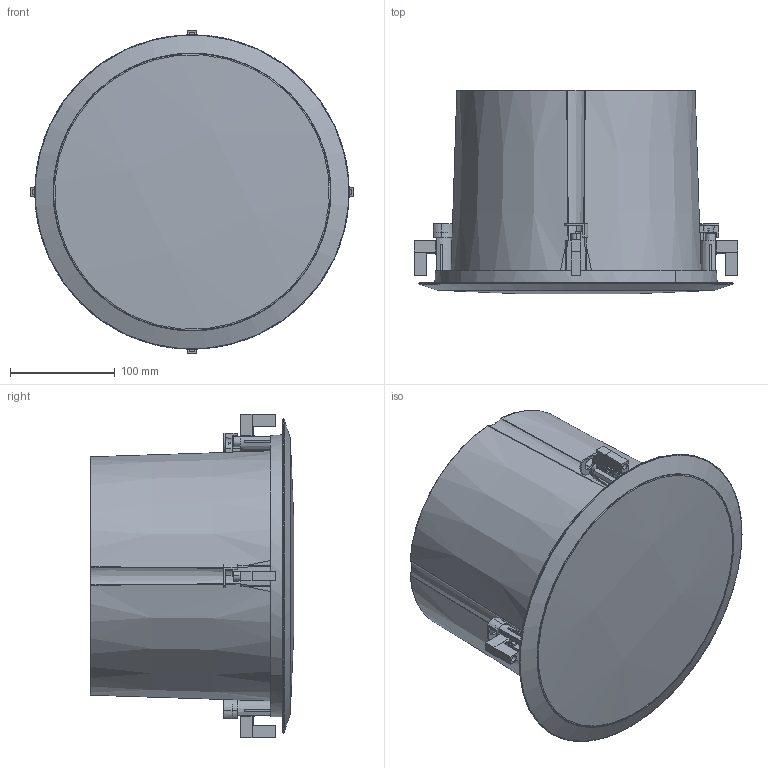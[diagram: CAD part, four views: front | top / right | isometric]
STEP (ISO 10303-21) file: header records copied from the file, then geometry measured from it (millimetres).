
FILE_DESCRIPTION (( 'STEP AP214' ), '1' );
FILE_NAME ('TNi-C8.STEP', '2020-02-27T17:09:37', ( '' ), ( '' ), 'SwSTEP 2.0', 'SolidWorks 2019', '' );
FILE_SCHEMA (( 'AUTOMOTIVE_DESIGN' ));
Length unit declared in the file: millimetre
Products named in the file (1): TNi-C8
Bounding box: 308.9 x 193.63 x 308.9 mm (x, y, z)
Volume: 7703955.3 mm3; surface area: 461474.7 mm2
Topology: 10 solids, 11 shells, 465 faces, 1109 edges, 702 vertices
Faces by surface type: plane 203, cylinder 115, cone 87, bspline 29, torus 21, sphere 10
Entity records: 19267 total; most frequent: CARTESIAN_POINT 3364, DIRECTION 2310, ORIENTED_EDGE 2218, EDGE_CURVE 1109, AXIS2_PLACEMENT_3D 944, VERTEX_POINT 702, EDGE_LOOP 527, CIRCLE 507
